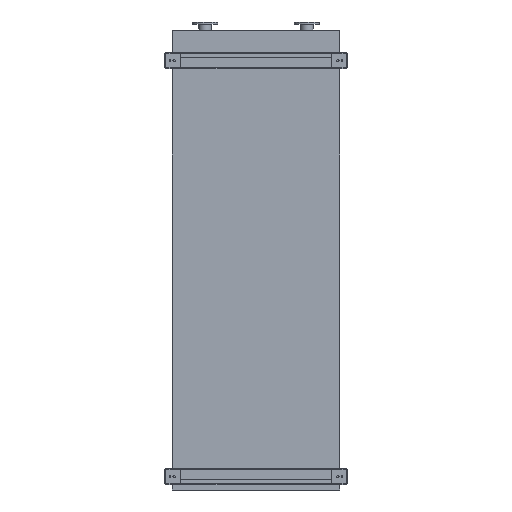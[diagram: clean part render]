
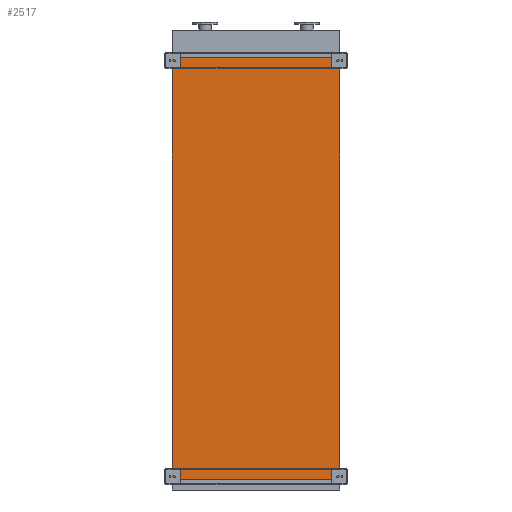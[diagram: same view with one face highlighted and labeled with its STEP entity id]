
A CAD part, front view. The second image highlights one B-rep face of the part: STEP entity #2517.
In plain terms, the highlighted planar face has unit normal (0, -1, 0).
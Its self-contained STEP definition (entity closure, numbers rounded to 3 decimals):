
#184 = VECTOR ( 'NONE', #8941, 1000. ) ;
#946 = EDGE_CURVE ( 'NONE', #21853, #22642, #2634, .T. ) ;
#1710 = DIRECTION ( 'NONE',  ( 1., 0., 0. ) ) ;
#2517 = ADVANCED_FACE ( 'NONE', ( #19344 ), #5191, .T. ) ;
#2634 = LINE ( 'NONE', #21994, #6956 ) ;
#2701 = CARTESIAN_POINT ( 'NONE',  ( -725., 0., -3650. ) ) ;
#3420 = CARTESIAN_POINT ( 'NONE',  ( 725., 0., -3650. ) ) ;
#3453 = LINE ( 'NONE', #18759, #13322 ) ;
#3802 = VERTEX_POINT ( 'NONE', #2701 ) ;
#4394 = ORIENTED_EDGE ( 'NONE', *, *, #946, .F. ) ;
#4520 = LINE ( 'NONE', #21870, #184 ) ;
#5191 = PLANE ( 'NONE',  #22243 ) ;
#6956 = VECTOR ( 'NONE', #1710, 1000. ) ;
#7035 = DIRECTION ( 'NONE',  ( 0., 0., -1. ) ) ;
#7389 = LINE ( 'NONE', #15168, #16646 ) ;
#8023 = ORIENTED_EDGE ( 'NONE', *, *, #20948, .T. ) ;
#8941 = DIRECTION ( 'NONE',  ( 0., 0., 1. ) ) ;
#12228 = ORIENTED_EDGE ( 'NONE', *, *, #12796, .T. ) ;
#12796 = EDGE_CURVE ( 'NONE', #20651, #22642, #3453, .T. ) ;
#13195 = DIRECTION ( 'NONE',  ( 0., 0., 1. ) ) ;
#13322 = VECTOR ( 'NONE', #13195, 1000. ) ;
#15168 = CARTESIAN_POINT ( 'NONE',  ( -725., 0., -3650. ) ) ;
#15325 = DIRECTION ( 'NONE',  ( 1., 0., 0. ) ) ;
#16269 = CARTESIAN_POINT ( 'NONE',  ( 725., 0., 0. ) ) ;
#16273 = CARTESIAN_POINT ( 'NONE',  ( -725., 0., -3650. ) ) ;
#16646 = VECTOR ( 'NONE', #15325, 1000. ) ;
#18133 = DIRECTION ( 'NONE',  ( 0., -1., 0. ) ) ;
#18759 = CARTESIAN_POINT ( 'NONE',  ( 725., 0., -3650. ) ) ;
#18899 = EDGE_LOOP ( 'NONE', ( #4394, #21797, #8023, #12228 ) ) ;
#19344 = FACE_OUTER_BOUND ( 'NONE', #18899, .T. ) ;
#19982 = EDGE_CURVE ( 'NONE', #3802, #21853, #4520, .T. ) ;
#20269 = CARTESIAN_POINT ( 'NONE',  ( -725., 0., 0. ) ) ;
#20651 = VERTEX_POINT ( 'NONE', #3420 ) ;
#20948 = EDGE_CURVE ( 'NONE', #3802, #20651, #7389, .T. ) ;
#21797 = ORIENTED_EDGE ( 'NONE', *, *, #19982, .F. ) ;
#21853 = VERTEX_POINT ( 'NONE', #20269 ) ;
#21870 = CARTESIAN_POINT ( 'NONE',  ( -725., 0., -3650. ) ) ;
#21994 = CARTESIAN_POINT ( 'NONE',  ( -725., 0., 0. ) ) ;
#22243 = AXIS2_PLACEMENT_3D ( 'NONE', #16273, #18133, #7035 ) ;
#22642 = VERTEX_POINT ( 'NONE', #16269 ) ;
